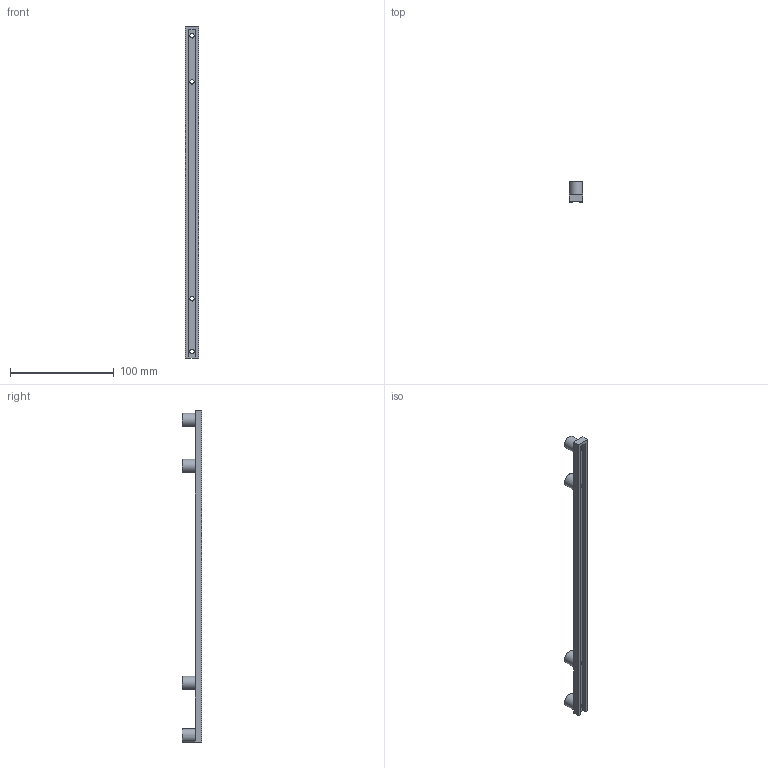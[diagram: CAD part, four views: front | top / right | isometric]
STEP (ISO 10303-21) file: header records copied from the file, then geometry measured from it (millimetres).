
FILE_DESCRIPTION(/* description */ (''),/* implementation_level */ '2;1');
FILE_NAME(/* name */ 'HS MOGO Ramp Jig.stp',/* time_stamp */ '2025-04-04T12:42:47-07:00',/* author */ ('avere'),/* organization */ (''),/* preprocessor_version */ 'ST-DEVELOPER v20',/* originating_system */ 'Autodesk Inventor 2025',/* authorisation */ '');
FILE_SCHEMA (('AUTOMOTIVE_DESIGN { 1 0 10303 214 3 1 1 }'));
Length unit declared in the file: inch
Products named in the file (1): HS MOGO Ramp Jig
Bounding box: 12.7 x 19.05 x 320.68 mm (x, y, z)
Volume: 25018.8 mm3; surface area: 17147.7 mm2
Topology: 1 solids, 1 shells, 27 faces, 62 edges, 37 vertices
Faces by surface type: plane 19, cylinder 8
Full cylindrical faces by diameter (mm): 4.191 x4, 12.7 x4
Entity records: 814 total; most frequent: DIRECTION 139, CARTESIAN_POINT 127, ORIENTED_EDGE 124, EDGE_CURVE 62, AXIS2_PLACEMENT_3D 49, LINE 41, VECTOR 41, VERTEX_POINT 37
